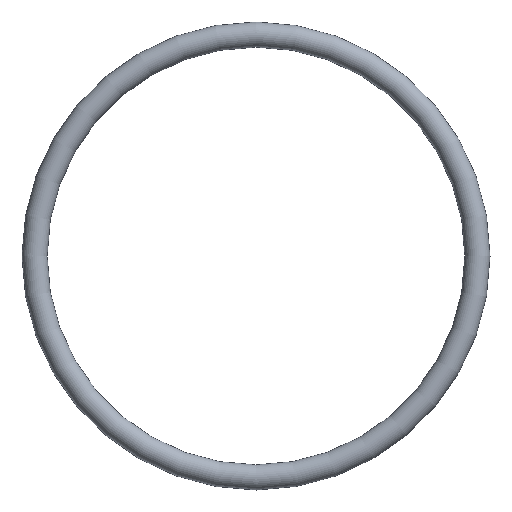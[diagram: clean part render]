
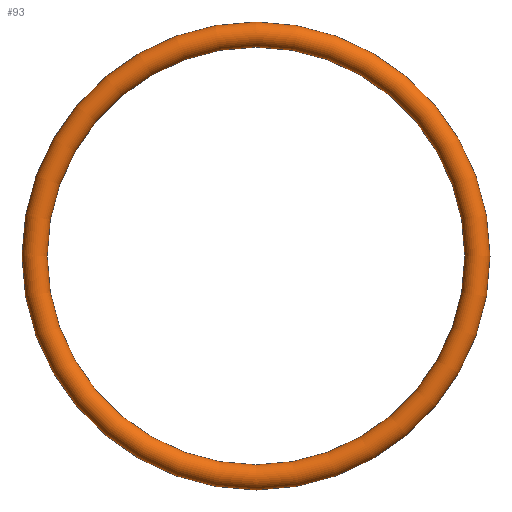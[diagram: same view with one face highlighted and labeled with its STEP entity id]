
A CAD part, left-side view. The second image highlights one B-rep face of the part: STEP entity #93.
In plain terms, the highlighted toroidal (fillet/blend) face has major radius 44 mm and minor radius 2.5 mm.
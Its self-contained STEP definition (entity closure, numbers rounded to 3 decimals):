
#68=CARTESIAN_POINT('',(0.,0.0,0.0));
#69=DIRECTION('',(1.0,0.0,0.0));
#70=DIRECTION('',(0.0,0.0,-1.0));
#71=AXIS2_PLACEMENT_3D('',#68,#69,#70);
#72=TOROIDAL_SURFACE('',#71,44.0,2.5);
#73=CARTESIAN_POINT('',(0.,0.0,-46.5));
#74=VERTEX_POINT('',#73);
#75=CARTESIAN_POINT('',(0.,0.0,-44.0));
#76=DIRECTION('',(0.0,-1.0,0.0));
#77=DIRECTION('',(0.0,0.0,-1.0));
#78=AXIS2_PLACEMENT_3D('',#75,#76,#77);
#79=CIRCLE('',#78,2.5);
#80=EDGE_CURVE('',#74,#74,#79,.T.);
#81=ORIENTED_EDGE('',*,*,#80,.T.);
#82=CARTESIAN_POINT('',(0.,0.0,0.0));
#83=DIRECTION('',(-1.0,0.0,0.0));
#84=DIRECTION('',(0.0,0.0,-1.0));
#85=AXIS2_PLACEMENT_3D('',#82,#83,#84);
#86=CIRCLE('',#85,46.5);
#87=EDGE_CURVE('',#74,#74,#86,.T.);
#88=ORIENTED_EDGE('',*,*,#87,.T.);
#89=ORIENTED_EDGE('',*,*,#80,.F.);
#90=ORIENTED_EDGE('',*,*,#87,.F.);
#91=EDGE_LOOP('',(#81,#88,#89,#90));
#92=FACE_OUTER_BOUND('',#91,.T.);
#93=ADVANCED_FACE('',(#92),#72,.T.);
